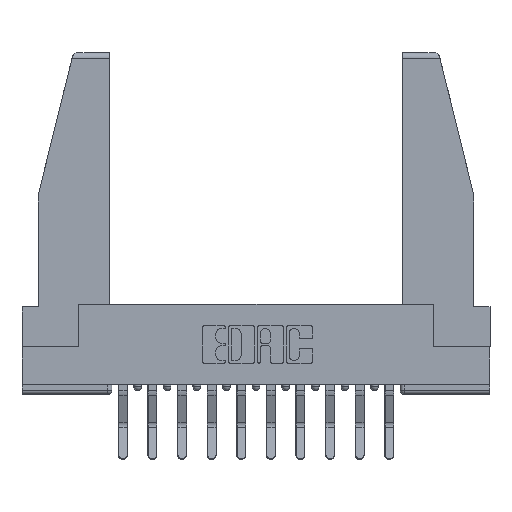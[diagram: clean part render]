
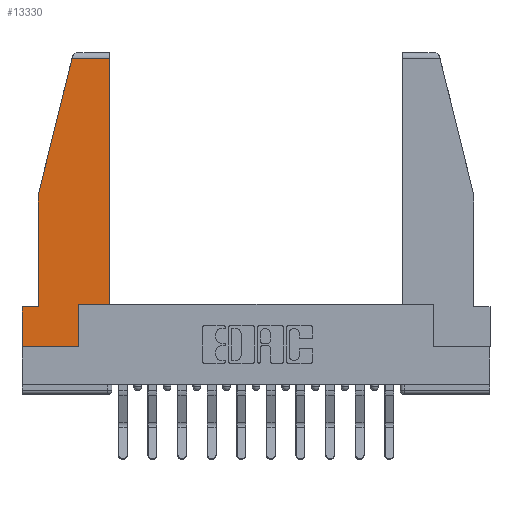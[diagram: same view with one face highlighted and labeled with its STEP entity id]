
A CAD part, top view. The second image highlights one B-rep face of the part: STEP entity #13330.
In plain terms, the highlighted planar face has unit normal (0, 0, 1).
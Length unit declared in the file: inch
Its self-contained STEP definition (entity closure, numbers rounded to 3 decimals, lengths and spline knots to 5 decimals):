
#142 = DIRECTION ( 'NONE',  ( -1., 0., 0. ) ) ;
#423 = CARTESIAN_POINT ( 'NONE',  ( 0.086, 0.21, 0. ) ) ;
#753 = CARTESIAN_POINT ( 'NONE',  ( 0.2636, 1.52, 0. ) ) ;
#952 = DIRECTION ( 'NONE',  ( 0., 1., 0. ) ) ;
#1005 = CARTESIAN_POINT ( 'NONE',  ( 0.461, 0.223, 0. ) ) ;
#1137 = LINE ( 'NONE', #1762, #2432 ) ;
#1217 = VERTEX_POINT ( 'NONE', #14508 ) ;
#1318 = EDGE_CURVE ( 'NONE', #4907, #14154, #1137, .T. ) ;
#1533 = ORIENTED_EDGE ( 'NONE', *, *, #9845, .T. ) ;
#1620 = VECTOR ( 'NONE', #9742, 39.37008 ) ;
#1762 = CARTESIAN_POINT ( 'NONE',  ( 0.086, 0.8, 0. ) ) ;
#1904 = VERTEX_POINT ( 'NONE', #7200 ) ;
#1968 = CARTESIAN_POINT ( 'NONE',  ( 0.297, 0., 0. ) ) ;
#2211 = LINE ( 'NONE', #12091, #4090 ) ;
#2336 = EDGE_CURVE ( 'NONE', #3938, #1904, #11425, .T. ) ;
#2432 = VECTOR ( 'NONE', #2911, 39.37008 ) ;
#2464 = EDGE_CURVE ( 'NONE', #12498, #3938, #10714, .T. ) ;
#2477 = CARTESIAN_POINT ( 'NONE',  ( 0., 0.21, 0. ) ) ;
#2543 = CARTESIAN_POINT ( 'NONE',  ( 0., 0., 0. ) ) ;
#2605 = CARTESIAN_POINT ( 'NONE',  ( 0., 0.21, 0. ) ) ;
#2911 = DIRECTION ( 'NONE',  ( 0., -1., 0. ) ) ;
#2924 = DIRECTION ( 'NONE',  ( 0., 0., 1. ) ) ;
#3034 = AXIS2_PLACEMENT_3D ( 'NONE', #11259, #2924, #6412 ) ;
#3118 = CARTESIAN_POINT ( 'NONE',  ( 0.461, 0.223, 0. ) ) ;
#3294 = FACE_OUTER_BOUND ( 'NONE', #10779, .T. ) ;
#3531 = DIRECTION ( 'NONE',  ( 0., 1., 0. ) ) ;
#3938 = VERTEX_POINT ( 'NONE', #8184 ) ;
#3997 = VECTOR ( 'NONE', #952, 39.37008 ) ;
#4090 = VECTOR ( 'NONE', #8613, 39.37008 ) ;
#4598 = VERTEX_POINT ( 'NONE', #3118 ) ;
#4786 = VERTEX_POINT ( 'NONE', #8428 ) ;
#4894 = ORIENTED_EDGE ( 'NONE', *, *, #5662, .T. ) ;
#4907 = VERTEX_POINT ( 'NONE', #11945 ) ;
#4987 = LINE ( 'NONE', #6275, #8898 ) ;
#5154 = VERTEX_POINT ( 'NONE', #753 ) ;
#5349 = LINE ( 'NONE', #8043, #7415 ) ;
#5662 = EDGE_CURVE ( 'NONE', #4786, #5154, #2211, .T. ) ;
#6225 = VECTOR ( 'NONE', #7394, 39.37008 ) ;
#6275 = CARTESIAN_POINT ( 'NONE',  ( 0.297, 0.223, 0. ) ) ;
#6412 = DIRECTION ( 'NONE',  ( 1., 0., 0. ) ) ;
#6604 = EDGE_CURVE ( 'NONE', #14154, #1217, #8177, .T. ) ;
#7200 = CARTESIAN_POINT ( 'NONE',  ( 0.297, 0.223, 0. ) ) ;
#7394 = DIRECTION ( 'NONE',  ( 1., 0., 0. ) ) ;
#7415 = VECTOR ( 'NONE', #12642, 39.37008 ) ;
#7758 = ORIENTED_EDGE ( 'NONE', *, *, #6604, .T. ) ;
#7950 = DIRECTION ( 'NONE',  ( 1., 0., 0. ) ) ;
#8043 = CARTESIAN_POINT ( 'NONE',  ( 0.271, 1.55, 0. ) ) ;
#8065 = ORIENTED_EDGE ( 'NONE', *, *, #12935, .T. ) ;
#8177 = LINE ( 'NONE', #2477, #15022 ) ;
#8184 = CARTESIAN_POINT ( 'NONE',  ( 0.297, 0., 0. ) ) ;
#8428 = CARTESIAN_POINT ( 'NONE',  ( 0.461, 1.52, 0. ) ) ;
#8564 = ORIENTED_EDGE ( 'NONE', *, *, #12727, .T. ) ;
#8613 = DIRECTION ( 'NONE',  ( -1., 0., 0. ) ) ;
#8682 = EDGE_CURVE ( 'NONE', #1217, #12498, #12037, .T. ) ;
#8779 = ORIENTED_EDGE ( 'NONE', *, *, #2464, .T. ) ;
#8898 = VECTOR ( 'NONE', #7950, 39.37008 ) ;
#9742 = DIRECTION ( 'NONE',  ( 0., -1., 0. ) ) ;
#9845 = EDGE_CURVE ( 'NONE', #4598, #4786, #12917, .T. ) ;
#9907 = PLANE ( 'NONE',  #3034 ) ;
#9945 = ORIENTED_EDGE ( 'NONE', *, *, #8682, .T. ) ;
#10714 = LINE ( 'NONE', #2543, #6225 ) ;
#10779 = EDGE_LOOP ( 'NONE', ( #1533, #4894, #8564, #12046, #7758, #9945, #8779, #12992, #8065 ) ) ;
#11216 = CARTESIAN_POINT ( 'NONE',  ( 0., 0., 0. ) ) ;
#11259 = CARTESIAN_POINT ( 'NONE',  ( 0., 0., 0. ) ) ;
#11425 = LINE ( 'NONE', #1968, #15324 ) ;
#11945 = CARTESIAN_POINT ( 'NONE',  ( 0.086, 0.8, 0. ) ) ;
#12037 = LINE ( 'NONE', #2605, #1620 ) ;
#12046 = ORIENTED_EDGE ( 'NONE', *, *, #1318, .T. ) ;
#12091 = CARTESIAN_POINT ( 'NONE',  ( 0., 1.52, 0. ) ) ;
#12498 = VERTEX_POINT ( 'NONE', #11216 ) ;
#12642 = DIRECTION ( 'NONE',  ( -0.239, -0.971, 0. ) ) ;
#12727 = EDGE_CURVE ( 'NONE', #5154, #4907, #5349, .T. ) ;
#12917 = LINE ( 'NONE', #1005, #3997 ) ;
#12935 = EDGE_CURVE ( 'NONE', #1904, #4598, #4987, .T. ) ;
#12992 = ORIENTED_EDGE ( 'NONE', *, *, #2336, .T. ) ;
#13330 = ADVANCED_FACE ( 'NONE', ( #3294 ), #9907, .T. ) ;
#14154 = VERTEX_POINT ( 'NONE', #423 ) ;
#14508 = CARTESIAN_POINT ( 'NONE',  ( 0., 0.21, 0. ) ) ;
#15022 = VECTOR ( 'NONE', #142, 39.37008 ) ;
#15324 = VECTOR ( 'NONE', #3531, 39.37008 ) ;
